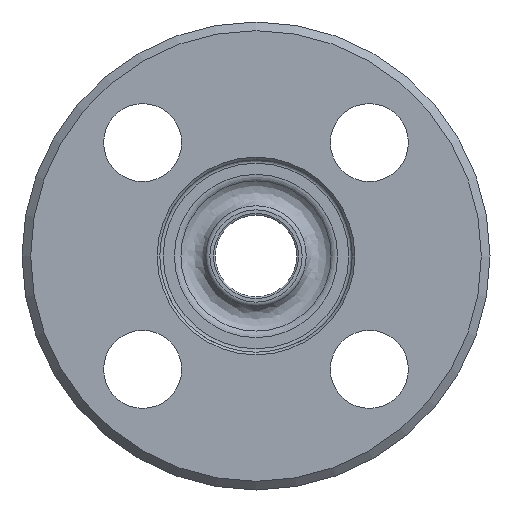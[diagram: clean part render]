
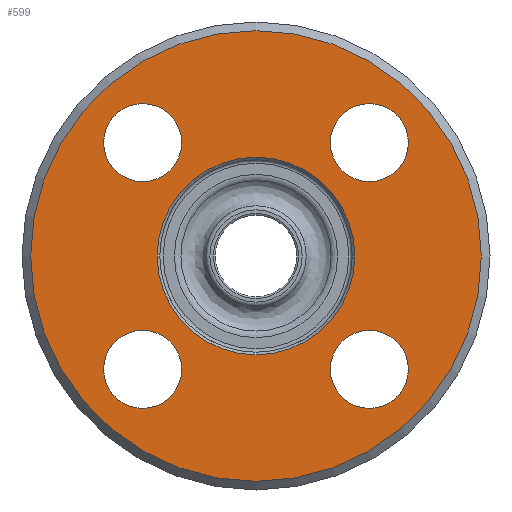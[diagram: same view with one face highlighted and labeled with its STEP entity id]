
A CAD part, left-side view. The second image highlights one B-rep face of the part: STEP entity #599.
In plain terms, the highlighted planar face has unit normal (-1, 0, 0).
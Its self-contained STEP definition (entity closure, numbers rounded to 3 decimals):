
#105=CARTESIAN_POINT('',(-24.,17.581,-13.081));
#106=VERTEX_POINT('',#105);
#107=CARTESIAN_POINT('',(-24.,13.081,-13.081));
#108=DIRECTION('',(1.0,0.0,0.0));
#109=DIRECTION('',(0.0,1.0,0.0));
#110=AXIS2_PLACEMENT_3D('',#107,#108,#109);
#111=CIRCLE('',#110,4.5);
#112=EDGE_CURVE('',#106,#106,#111,.T.);
#154=CARTESIAN_POINT('',(-24.,-13.081,-17.581));
#155=VERTEX_POINT('',#154);
#156=CARTESIAN_POINT('',(-24.,-13.081,-13.081));
#157=DIRECTION('',(1.0,0.0,0.0));
#158=DIRECTION('',(0.0,0.0,-1.0));
#159=AXIS2_PLACEMENT_3D('',#156,#157,#158);
#160=CIRCLE('',#159,4.5);
#161=EDGE_CURVE('',#155,#155,#160,.T.);
#203=CARTESIAN_POINT('',(-24.,-17.581,13.081));
#204=VERTEX_POINT('',#203);
#205=CARTESIAN_POINT('',(-24.,-13.081,13.081));
#206=DIRECTION('',(1.0,0.0,0.0));
#207=DIRECTION('',(0.0,-1.0,0.0));
#208=AXIS2_PLACEMENT_3D('',#205,#206,#207);
#209=CIRCLE('',#208,4.5);
#210=EDGE_CURVE('',#204,#204,#209,.T.);
#252=CARTESIAN_POINT('',(-24.,13.081,17.581));
#253=VERTEX_POINT('',#252);
#254=CARTESIAN_POINT('',(-24.,13.081,13.081));
#255=DIRECTION('',(1.0,0.0,0.0));
#256=DIRECTION('',(0.0,0.0,1.0));
#257=AXIS2_PLACEMENT_3D('',#254,#255,#256);
#258=CIRCLE('',#257,4.5);
#259=EDGE_CURVE('',#253,#253,#258,.T.);
#553=CARTESIAN_POINT('',(-24.0,11.4,0.0));
#554=VERTEX_POINT('',#553);
#555=CARTESIAN_POINT('',(-24.0,0.0,0.0));
#556=DIRECTION('',(1.0,0.0,0.0));
#557=DIRECTION('',(0.0,1.0,0.0));
#558=AXIS2_PLACEMENT_3D('',#555,#556,#557);
#559=CIRCLE('',#558,11.4);
#560=EDGE_CURVE('',#554,#554,#559,.T.);
#568=CARTESIAN_POINT('',(-24.,18.7,0.0));
#569=DIRECTION('',(-1.0,0.0,0.0));
#570=DIRECTION('',(0.0,0.0,1.0));
#571=AXIS2_PLACEMENT_3D('',#568,#569,#570);
#572=PLANE('',#571);
#573=CARTESIAN_POINT('',(-24.,26.0,0.0));
#574=VERTEX_POINT('',#573);
#575=CARTESIAN_POINT('',(-24.,0.0,0.0));
#576=DIRECTION('',(1.0,0.0,0.0));
#577=DIRECTION('',(0.0,1.0,0.0));
#578=AXIS2_PLACEMENT_3D('',#575,#576,#577);
#579=CIRCLE('',#578,26.0);
#580=EDGE_CURVE('',#574,#574,#579,.T.);
#581=ORIENTED_EDGE('',*,*,#580,.F.);
#582=EDGE_LOOP('',(#581));
#583=FACE_OUTER_BOUND('',#582,.T.);
#584=ORIENTED_EDGE('',*,*,#112,.T.);
#585=EDGE_LOOP('',(#584));
#586=FACE_BOUND('',#585,.T.);
#587=ORIENTED_EDGE('',*,*,#161,.T.);
#588=EDGE_LOOP('',(#587));
#589=FACE_BOUND('',#588,.T.);
#590=ORIENTED_EDGE('',*,*,#210,.T.);
#591=EDGE_LOOP('',(#590));
#592=FACE_BOUND('',#591,.T.);
#593=ORIENTED_EDGE('',*,*,#259,.T.);
#594=EDGE_LOOP('',(#593));
#595=FACE_BOUND('',#594,.T.);
#596=ORIENTED_EDGE('',*,*,#560,.T.);
#597=EDGE_LOOP('',(#596));
#598=FACE_BOUND('',#597,.T.);
#599=ADVANCED_FACE('',(#583,#586,#589,#592,#595,#598),#572,.T.);
